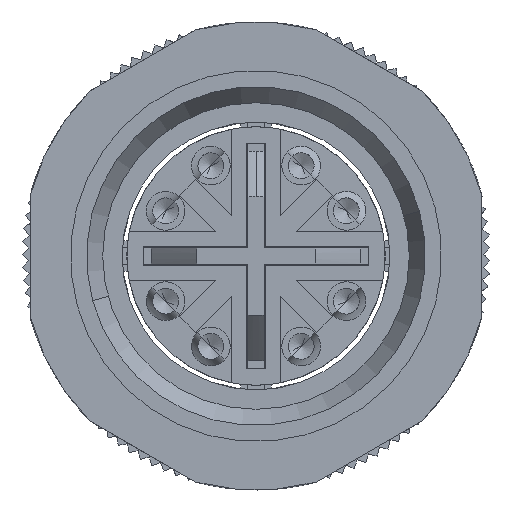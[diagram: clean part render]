
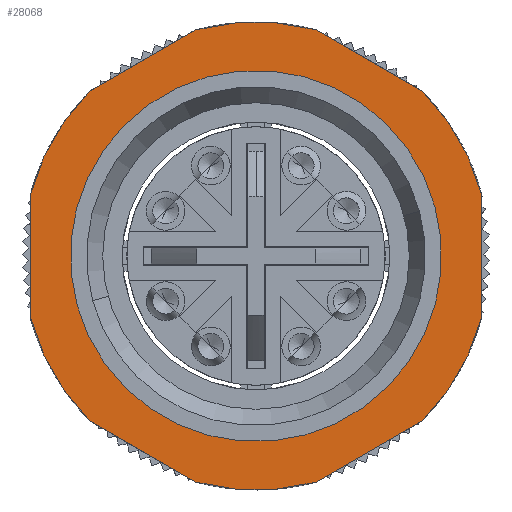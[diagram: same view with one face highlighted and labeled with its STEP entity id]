
A CAD part, front view. The second image highlights one B-rep face of the part: STEP entity #28068.
In plain terms, the highlighted face is planar.
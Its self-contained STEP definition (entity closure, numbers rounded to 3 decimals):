
#600 = AXIS2_PLACEMENT_3D ( 'NONE', #12423, #18999, #5472 ) ;
#868 = VECTOR ( 'NONE', #8226, 1000. ) ;
#893 = DIRECTION ( 'NONE',  ( 0., 0., -1. ) ) ;
#1019 = VERTEX_POINT ( 'NONE', #11630 ) ;
#1088 = EDGE_CURVE ( 'NONE', #18261, #18003, #22772, .T. ) ;
#1233 = VECTOR ( 'NONE', #9354, 1000. ) ;
#1384 = CARTESIAN_POINT ( 'NONE',  ( 0., 0., -1.95 ) ) ;
#2067 = LINE ( 'NONE', #5776, #868 ) ;
#2128 = VERTEX_POINT ( 'NONE', #23220 ) ;
#2933 = EDGE_CURVE ( 'NONE', #28055, #5854, #4025, .T. ) ;
#2998 = ORIENTED_EDGE ( 'NONE', *, *, #14081, .T. ) ;
#3074 = CIRCLE ( 'NONE', #27185, 7.25 ) ;
#3396 = DIRECTION ( 'NONE',  ( 0., 0., -1. ) ) ;
#3474 = FACE_BOUND ( 'NONE', #5717, .T. ) ;
#3723 = CARTESIAN_POINT ( 'NONE',  ( 0., 0., -1.95 ) ) ;
#3883 = DIRECTION ( 'NONE',  ( 0., -1., 0. ) ) ;
#3923 = DIRECTION ( 'NONE',  ( -1., 0., 0. ) ) ;
#4025 = LINE ( 'NONE', #23393, #25954 ) ;
#4058 = VERTEX_POINT ( 'NONE', #21150 ) ;
#4681 = LINE ( 'NONE', #26187, #15474 ) ;
#4741 = CARTESIAN_POINT ( 'NONE',  ( 0., 0., -1.95 ) ) ;
#5472 = DIRECTION ( 'NONE',  ( -1., 0., 0. ) ) ;
#5535 = EDGE_CURVE ( 'NONE', #5854, #21122, #23167, .T. ) ;
#5687 = LINE ( 'NONE', #16805, #26847 ) ;
#5717 = EDGE_LOOP ( 'NONE', ( #8531, #27715 ) ) ;
#5776 = CARTESIAN_POINT ( 'NONE',  ( 5.135, -5.118, -1.95 ) ) ;
#5854 = VERTEX_POINT ( 'NONE', #18469 ) ;
#6002 = EDGE_CURVE ( 'NONE', #21122, #23519, #2067, .T. ) ;
#6128 = DIRECTION ( 'NONE',  ( -1., 0., 0. ) ) ;
#6352 = CIRCLE ( 'NONE', #19557, 7.25 ) ;
#6660 = CARTESIAN_POINT ( 'NONE',  ( -1.865, -7.006, -1.95 ) ) ;
#6909 = EDGE_CURVE ( 'NONE', #25166, #20563, #7227, .T. ) ;
#7227 = LINE ( 'NONE', #6660, #1233 ) ;
#7342 = CARTESIAN_POINT ( 'NONE',  ( -1.865, -7.006, -1.95 ) ) ;
#7396 = DIRECTION ( 'NONE',  ( 0., 0., -1. ) ) ;
#7397 = CARTESIAN_POINT ( 'NONE',  ( -5.135, 5.118, -1.95 ) ) ;
#7755 = VECTOR ( 'NONE', #15929, 1000. ) ;
#7780 = CIRCLE ( 'NONE', #22774, 7.25 ) ;
#7842 = DIRECTION ( 'NONE',  ( -1., 0., 0. ) ) ;
#7849 = ORIENTED_EDGE ( 'NONE', *, *, #6909, .T. ) ;
#7968 = CARTESIAN_POINT ( 'NONE',  ( -5.135, 5.118, -1.95 ) ) ;
#8049 = CARTESIAN_POINT ( 'NONE',  ( 0., 0., -1.95 ) ) ;
#8226 = DIRECTION ( 'NONE',  ( -0.866, -0.5, 0. ) ) ;
#8340 = FACE_OUTER_BOUND ( 'NONE', #18836, .T. ) ;
#8531 = ORIENTED_EDGE ( 'NONE', *, *, #25902, .T. ) ;
#9354 = DIRECTION ( 'NONE',  ( -0.866, 0.5, 0. ) ) ;
#9935 = DIRECTION ( 'NONE',  ( -1., 0., 0. ) ) ;
#10178 = PLANE ( 'NONE',  #12507 ) ;
#10867 = CIRCLE ( 'NONE', #26761, 7.25 ) ;
#11630 = CARTESIAN_POINT ( 'NONE',  ( -7., -1.887, -1.95 ) ) ;
#11775 = LINE ( 'NONE', #7397, #7755 ) ;
#11934 = CARTESIAN_POINT ( 'NONE',  ( -5.135, -5.118, -1.95 ) ) ;
#12271 = AXIS2_PLACEMENT_3D ( 'NONE', #1384, #7396, #9935 ) ;
#12423 = CARTESIAN_POINT ( 'NONE',  ( 0., 0., -1.95 ) ) ;
#12507 = AXIS2_PLACEMENT_3D ( 'NONE', #8049, #22866, #14289 ) ;
#13352 = DIRECTION ( 'NONE',  ( 0., 1., 0. ) ) ;
#13412 = DIRECTION ( 'NONE',  ( 0., 0., -1. ) ) ;
#13786 = CARTESIAN_POINT ( 'NONE',  ( 0., 0., -1.95 ) ) ;
#13990 = EDGE_CURVE ( 'NONE', #1019, #18385, #4681, .T. ) ;
#14044 = AXIS2_PLACEMENT_3D ( 'NONE', #27320, #16084, #7842 ) ;
#14081 = EDGE_CURVE ( 'NONE', #18239, #18261, #11775, .T. ) ;
#14289 = DIRECTION ( 'NONE',  ( -1., 0., 0. ) ) ;
#14568 = EDGE_CURVE ( 'NONE', #18003, #4058, #5687, .T. ) ;
#15474 = VECTOR ( 'NONE', #13352, 1000. ) ;
#15550 = EDGE_CURVE ( 'NONE', #23519, #25166, #3074, .T. ) ;
#15929 = DIRECTION ( 'NONE',  ( 0.866, 0.5, 0. ) ) ;
#16084 = DIRECTION ( 'NONE',  ( 0., 0., -1. ) ) ;
#16151 = ORIENTED_EDGE ( 'NONE', *, *, #15550, .T. ) ;
#16202 = ORIENTED_EDGE ( 'NONE', *, *, #6002, .T. ) ;
#16556 = ORIENTED_EDGE ( 'NONE', *, *, #2933, .T. ) ;
#16805 = CARTESIAN_POINT ( 'NONE',  ( 1.865, 7.006, -1.95 ) ) ;
#16937 = CIRCLE ( 'NONE', #20562, 4.85 ) ;
#16999 = ORIENTED_EDGE ( 'NONE', *, *, #20487, .T. ) ;
#17198 = CARTESIAN_POINT ( 'NONE',  ( -7., 1.887, -1.95 ) ) ;
#18003 = VERTEX_POINT ( 'NONE', #22476 ) ;
#18239 = VERTEX_POINT ( 'NONE', #7968 ) ;
#18261 = VERTEX_POINT ( 'NONE', #18919 ) ;
#18385 = VERTEX_POINT ( 'NONE', #17198 ) ;
#18469 = CARTESIAN_POINT ( 'NONE',  ( 7., -1.887, -1.95 ) ) ;
#18479 = EDGE_CURVE ( 'NONE', #20563, #1019, #10867, .T. ) ;
#18570 = CARTESIAN_POINT ( 'NONE',  ( 0., 0., -1.95 ) ) ;
#18836 = EDGE_LOOP ( 'NONE', ( #27233, #19980, #16999, #2998, #26401, #27079, #22828, #16556, #26790, #16202, #16151, #7849 ) ) ;
#18919 = CARTESIAN_POINT ( 'NONE',  ( -1.865, 7.006, -1.95 ) ) ;
#18999 = DIRECTION ( 'NONE',  ( 0., 0., 1. ) ) ;
#19143 = EDGE_CURVE ( 'NONE', #4058, #28055, #6352, .T. ) ;
#19307 = DIRECTION ( 'NONE',  ( 0., 0., 1. ) ) ;
#19441 = CARTESIAN_POINT ( 'NONE',  ( 0., 0., -1.95 ) ) ;
#19557 = AXIS2_PLACEMENT_3D ( 'NONE', #3723, #25508, #6128 ) ;
#19980 = ORIENTED_EDGE ( 'NONE', *, *, #13990, .T. ) ;
#20487 = EDGE_CURVE ( 'NONE', #18385, #18239, #7780, .T. ) ;
#20562 = AXIS2_PLACEMENT_3D ( 'NONE', #19441, #19307, #3923 ) ;
#20563 = VERTEX_POINT ( 'NONE', #11934 ) ;
#20621 = CIRCLE ( 'NONE', #600, 4.85 ) ;
#20648 = DIRECTION ( 'NONE',  ( 0.866, -0.5, 0. ) ) ;
#21022 = CARTESIAN_POINT ( 'NONE',  ( 5.135, -5.118, -1.95 ) ) ;
#21061 = CARTESIAN_POINT ( 'NONE',  ( 1.865, -7.006, -1.95 ) ) ;
#21122 = VERTEX_POINT ( 'NONE', #21022 ) ;
#21150 = CARTESIAN_POINT ( 'NONE',  ( 5.135, 5.118, -1.95 ) ) ;
#22111 = DIRECTION ( 'NONE',  ( -1., 0., 0. ) ) ;
#22355 = EDGE_CURVE ( 'NONE', #22834, #2128, #16937, .T. ) ;
#22476 = CARTESIAN_POINT ( 'NONE',  ( 1.865, 7.006, -1.95 ) ) ;
#22772 = CIRCLE ( 'NONE', #12271, 7.25 ) ;
#22774 = AXIS2_PLACEMENT_3D ( 'NONE', #13786, #3396, #24761 ) ;
#22828 = ORIENTED_EDGE ( 'NONE', *, *, #19143, .T. ) ;
#22834 = VERTEX_POINT ( 'NONE', #23404 ) ;
#22866 = DIRECTION ( 'NONE',  ( 0., 0., -1. ) ) ;
#22992 = CARTESIAN_POINT ( 'NONE',  ( 7., 1.887, -1.95 ) ) ;
#23167 = CIRCLE ( 'NONE', #14044, 7.25 ) ;
#23220 = CARTESIAN_POINT ( 'NONE',  ( 4.85, 0., -1.95 ) ) ;
#23393 = CARTESIAN_POINT ( 'NONE',  ( 7., 1.887, -1.95 ) ) ;
#23404 = CARTESIAN_POINT ( 'NONE',  ( -4.85, 0., -1.95 ) ) ;
#23519 = VERTEX_POINT ( 'NONE', #21061 ) ;
#24761 = DIRECTION ( 'NONE',  ( -1., 0., 0. ) ) ;
#24976 = DIRECTION ( 'NONE',  ( -1., 0., 0. ) ) ;
#25166 = VERTEX_POINT ( 'NONE', #7342 ) ;
#25508 = DIRECTION ( 'NONE',  ( 0., 0., -1. ) ) ;
#25902 = EDGE_CURVE ( 'NONE', #2128, #22834, #20621, .T. ) ;
#25954 = VECTOR ( 'NONE', #3883, 1000. ) ;
#26187 = CARTESIAN_POINT ( 'NONE',  ( -7., -1.887, -1.95 ) ) ;
#26401 = ORIENTED_EDGE ( 'NONE', *, *, #1088, .T. ) ;
#26761 = AXIS2_PLACEMENT_3D ( 'NONE', #18570, #893, #24976 ) ;
#26790 = ORIENTED_EDGE ( 'NONE', *, *, #5535, .T. ) ;
#26847 = VECTOR ( 'NONE', #20648, 1000. ) ;
#27079 = ORIENTED_EDGE ( 'NONE', *, *, #14568, .T. ) ;
#27185 = AXIS2_PLACEMENT_3D ( 'NONE', #4741, #13412, #22111 ) ;
#27233 = ORIENTED_EDGE ( 'NONE', *, *, #18479, .T. ) ;
#27320 = CARTESIAN_POINT ( 'NONE',  ( 0., 0., -1.95 ) ) ;
#27715 = ORIENTED_EDGE ( 'NONE', *, *, #22355, .T. ) ;
#28055 = VERTEX_POINT ( 'NONE', #22992 ) ;
#28068 = ADVANCED_FACE ( 'NONE', ( #8340, #3474 ), #10178, .T. ) ;
